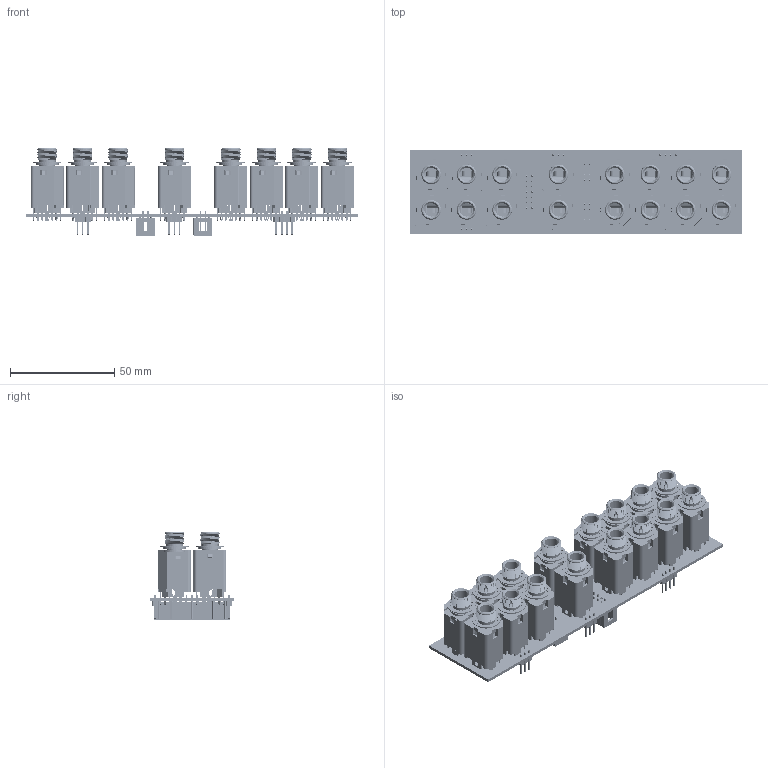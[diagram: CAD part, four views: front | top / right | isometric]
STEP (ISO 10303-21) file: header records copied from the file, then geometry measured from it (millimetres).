
FILE_DESCRIPTION(('KiCad electronic assembly'),'2;1');
FILE_NAME('jacks_panel_6x2x8.step','2025-04-06T18:29:05',('Pcbnew'),( 'Kicad'),'Open CASCADE STEP processor 7.8','KiCad to STEP converter' ,'Unknown');
FILE_SCHEMA(('AUTOMOTIVE_DESIGN { 1 0 10303 214 1 1 1 1 }'));
Length unit declared in the file: millimetre
Products named in the file (15): jacks_panel_6x2x8 1; ACJS-MV-5; HOUSING; 1; 4; 2; 3; 5; Metal Thread Nose; WASHER; PinHeader_1x04_P2.54mm_Vertical; PinHeader_1x03_P2.54mm_Vertical; IDC-Header_2x04_P2.54mm_Vertical; IDC-Header_2x07_P2.54mm_Vertical; breakout_jacks_PCB
Assembly tree (34 placements, depth 3):
  jacks_panel_6x2x8 1
    ACJS-MV-5  x16
      HOUSING
      1
      4
      2
      3
      5
      Metal Thread Nose
      WASHER
    PinHeader_1x04_P2.54mm_Vertical  x2
    PinHeader_1x03_P2.54mm_Vertical  x4
    IDC-Header_2x04_P2.54mm_Vertical  x2
    IDC-Header_2x07_P2.54mm_Vertical
    breakout_jacks_PCB
Bounding box: 159 x 40 x 42.13 mm (x, y, z)
Volume: 48283.7 mm3; surface area: 111716.8 mm2
Topology: 122 solids, 138 shells, 11546 faces, 31286 edges, 19930 vertices
Faces by surface type: plane 7197, cylinder 3309, bspline 496, torus 368, sphere 128, cone 48
Full cylindrical faces by diameter (mm): 0.2 x16, 0.3 x32, 0.4 x16, 1 x100, 1.6 x32, 1.8 x16, 6.4 x16, 7.5 x16, 7.8 x16, 8 x16, 8.2 x16, 10.6 x16, 11 x16, 13.8 x16
Entity records: 59816 total; most frequent: CARTESIAN_POINT 12893, ORIENTED_EDGE 8717, DIRECTION 8457, EDGE_CURVE 4359, LINE 3311, VECTOR 3311, VERTEX_POINT 2791, AXIS2_PLACEMENT_3D 2573
